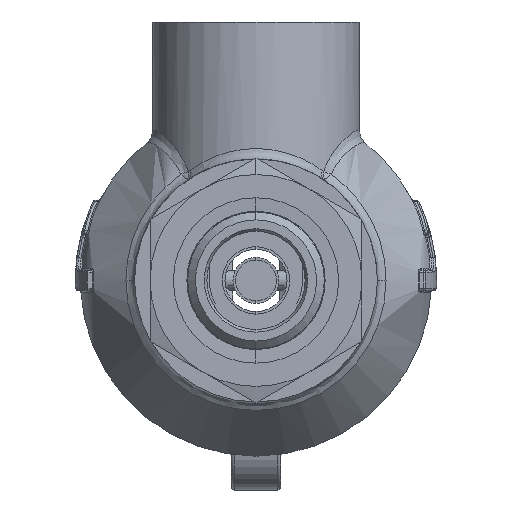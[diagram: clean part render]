
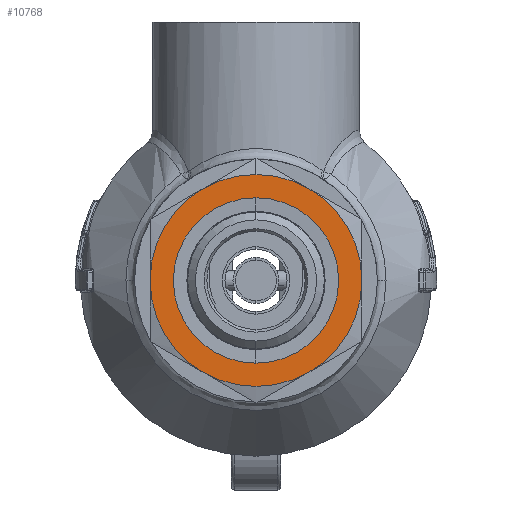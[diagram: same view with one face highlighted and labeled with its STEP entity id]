
A CAD part, front view. The second image highlights one B-rep face of the part: STEP entity #10768.
In plain terms, the highlighted planar face has unit normal (0, -1, 0).
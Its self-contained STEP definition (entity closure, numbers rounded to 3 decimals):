
#2222 = CARTESIAN_POINT ( 'NONE',  ( 0., -15., 0. ) ) ;
#4577 = FACE_BOUND ( 'NONE', #24157, .T. ) ;
#4667 = AXIS2_PLACEMENT_3D ( 'NONE', #12097, #5728, #39018 ) ;
#5548 = VERTEX_POINT ( 'NONE', #49859 ) ;
#5728 = DIRECTION ( 'NONE',  ( 0., 1., 0. ) ) ;
#8735 = DIRECTION ( 'NONE',  ( 0., 1., 0. ) ) ;
#8824 = PLANE ( 'NONE',  #84778 ) ;
#9479 = CIRCLE ( 'NONE', #80865, 20.5 ) ;
#10054 = CIRCLE ( 'NONE', #70312, 16. ) ;
#10768 = ADVANCED_FACE ( 'NONE', ( #17030, #4577 ), #8824, .T. ) ;
#12097 = CARTESIAN_POINT ( 'NONE',  ( 0., -15., 0. ) ) ;
#12593 = CIRCLE ( 'NONE', #28213, 20.5 ) ;
#12704 = CARTESIAN_POINT ( 'NONE',  ( 10.25, -15., -17.754 ) ) ;
#13576 = VERTEX_POINT ( 'NONE', #27448 ) ;
#14416 = EDGE_CURVE ( 'NONE', #32856, #71558, #17694, .T. ) ;
#16107 = DIRECTION ( 'NONE',  ( 0., 1., 0. ) ) ;
#16580 = AXIS2_PLACEMENT_3D ( 'NONE', #2222, #16107, #56378 ) ;
#16604 = AXIS2_PLACEMENT_3D ( 'NONE', #49517, #8735, #55937 ) ;
#17030 = FACE_OUTER_BOUND ( 'NONE', #26528, .T. ) ;
#17694 = CIRCLE ( 'NONE', #16580, 16. ) ;
#18606 = CARTESIAN_POINT ( 'NONE',  ( 0., -15., 16. ) ) ;
#20238 = EDGE_CURVE ( 'NONE', #46559, #13576, #9479, .T. ) ;
#21484 = CIRCLE ( 'NONE', #4667, 20.5 ) ;
#21694 = DIRECTION ( 'NONE',  ( 0., 0., 1. ) ) ;
#23255 = CARTESIAN_POINT ( 'NONE',  ( 0., -15., -16. ) ) ;
#23895 = CIRCLE ( 'NONE', #52755, 20.5 ) ;
#24157 = EDGE_LOOP ( 'NONE', ( #48447, #85373 ) ) ;
#25685 = CARTESIAN_POINT ( 'NONE',  ( -10.25, -15., -17.754 ) ) ;
#25742 = EDGE_CURVE ( 'NONE', #28729, #46559, #54410, .T. ) ;
#26528 = EDGE_LOOP ( 'NONE', ( #34775, #38820, #33505, #51762, #40522, #51336, #65049 ) ) ;
#27448 = CARTESIAN_POINT ( 'NONE',  ( 0., -15., 20.5 ) ) ;
#28080 = DIRECTION ( 'NONE',  ( 0., 1., 0. ) ) ;
#28213 = AXIS2_PLACEMENT_3D ( 'NONE', #36642, #83056, #30593 ) ;
#28729 = VERTEX_POINT ( 'NONE', #58626 ) ;
#30593 = DIRECTION ( 'NONE',  ( 0., 0., 1. ) ) ;
#31803 = DIRECTION ( 'NONE',  ( 0., 1., 0. ) ) ;
#31960 = CIRCLE ( 'NONE', #32120, 20.5 ) ;
#32120 = AXIS2_PLACEMENT_3D ( 'NONE', #71480, #31803, #64534 ) ;
#32856 = VERTEX_POINT ( 'NONE', #23255 ) ;
#33505 = ORIENTED_EDGE ( 'NONE', *, *, #20238, .F. ) ;
#34387 = DIRECTION ( 'NONE',  ( 0., 1., 0. ) ) ;
#34775 = ORIENTED_EDGE ( 'NONE', *, *, #47375, .F. ) ;
#36642 = CARTESIAN_POINT ( 'NONE',  ( 0., -15., 0. ) ) ;
#36662 = AXIS2_PLACEMENT_3D ( 'NONE', #54756, #61763, #41437 ) ;
#37356 = EDGE_CURVE ( 'NONE', #13576, #5548, #31960, .T. ) ;
#38139 = CARTESIAN_POINT ( 'NONE',  ( 0., -15., 0. ) ) ;
#38820 = ORIENTED_EDGE ( 'NONE', *, *, #37356, .F. ) ;
#39018 = DIRECTION ( 'NONE',  ( 0., 0., 1. ) ) ;
#39935 = EDGE_CURVE ( 'NONE', #41144, #43442, #23895, .T. ) ;
#40522 = ORIENTED_EDGE ( 'NONE', *, *, #73455, .F. ) ;
#41144 = VERTEX_POINT ( 'NONE', #78096 ) ;
#41437 = DIRECTION ( 'NONE',  ( 0., 0., 1. ) ) ;
#43442 = VERTEX_POINT ( 'NONE', #12704 ) ;
#44815 = CARTESIAN_POINT ( 'NONE',  ( -10.25, -15., 17.754 ) ) ;
#46559 = VERTEX_POINT ( 'NONE', #44815 ) ;
#47375 = EDGE_CURVE ( 'NONE', #5548, #41144, #73119, .T. ) ;
#48447 = ORIENTED_EDGE ( 'NONE', *, *, #80769, .T. ) ;
#48739 = DIRECTION ( 'NONE',  ( 0., -1., 0. ) ) ;
#49517 = CARTESIAN_POINT ( 'NONE',  ( 0., -15., 0. ) ) ;
#49859 = CARTESIAN_POINT ( 'NONE',  ( 10.25, -15., 17.754 ) ) ;
#51336 = ORIENTED_EDGE ( 'NONE', *, *, #78455, .F. ) ;
#51753 = VERTEX_POINT ( 'NONE', #25685 ) ;
#51762 = ORIENTED_EDGE ( 'NONE', *, *, #25742, .F. ) ;
#52755 = AXIS2_PLACEMENT_3D ( 'NONE', #38139, #77899, #77037 ) ;
#54410 = CIRCLE ( 'NONE', #36662, 20.5 ) ;
#54756 = CARTESIAN_POINT ( 'NONE',  ( 0., -15., 0. ) ) ;
#55156 = CARTESIAN_POINT ( 'NONE',  ( 0., -15., 16. ) ) ;
#55937 = DIRECTION ( 'NONE',  ( 0., 0., 1. ) ) ;
#56378 = DIRECTION ( 'NONE',  ( 0., 0., 1. ) ) ;
#58626 = CARTESIAN_POINT ( 'NONE',  ( -20.5, -15., 0. ) ) ;
#61055 = DIRECTION ( 'NONE',  ( 0., 0., 1. ) ) ;
#61763 = DIRECTION ( 'NONE',  ( 0., 1., 0. ) ) ;
#64534 = DIRECTION ( 'NONE',  ( 0., 0., 1. ) ) ;
#65049 = ORIENTED_EDGE ( 'NONE', *, *, #39935, .F. ) ;
#66949 = CARTESIAN_POINT ( 'NONE',  ( 0., -15., 0. ) ) ;
#67740 = CARTESIAN_POINT ( 'NONE',  ( 0., -15., 0. ) ) ;
#69966 = DIRECTION ( 'NONE',  ( 0., 0., -1. ) ) ;
#70312 = AXIS2_PLACEMENT_3D ( 'NONE', #66949, #28080, #21694 ) ;
#71480 = CARTESIAN_POINT ( 'NONE',  ( 0., -15., 0. ) ) ;
#71558 = VERTEX_POINT ( 'NONE', #18606 ) ;
#73119 = CIRCLE ( 'NONE', #16604, 20.5 ) ;
#73455 = EDGE_CURVE ( 'NONE', #51753, #28729, #12593, .T. ) ;
#77037 = DIRECTION ( 'NONE',  ( 0., 0., 1. ) ) ;
#77899 = DIRECTION ( 'NONE',  ( 0., 1., 0. ) ) ;
#78096 = CARTESIAN_POINT ( 'NONE',  ( 20.5, -15., 0. ) ) ;
#78455 = EDGE_CURVE ( 'NONE', #43442, #51753, #21484, .T. ) ;
#80769 = EDGE_CURVE ( 'NONE', #71558, #32856, #10054, .T. ) ;
#80865 = AXIS2_PLACEMENT_3D ( 'NONE', #67740, #34387, #61055 ) ;
#83056 = DIRECTION ( 'NONE',  ( 0., 1., 0. ) ) ;
#84778 = AXIS2_PLACEMENT_3D ( 'NONE', #55156, #48739, #69966 ) ;
#85373 = ORIENTED_EDGE ( 'NONE', *, *, #14416, .T. ) ;
